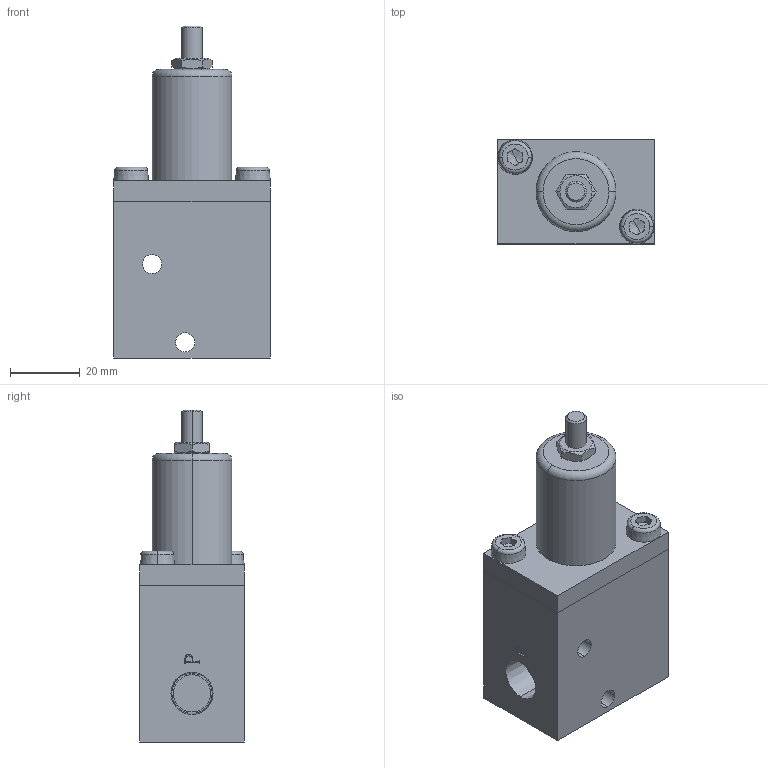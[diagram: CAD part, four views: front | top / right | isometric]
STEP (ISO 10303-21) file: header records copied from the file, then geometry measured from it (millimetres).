
FILE_DESCRIPTION (( 'STEP AP203' ), '1' );
FILE_NAME ('HSV-B.STEP', '2019-10-12T06:38:53', ( '微软用户' ), ( '微软中国' ), 'SwSTEP 2.0', 'SolidWorks 2012', '' );
FILE_SCHEMA (( 'CONFIG_CONTROL_DESIGN' ));
Length unit declared in the file: millimetre
Products named in the file (6): HSV-B; hex lobular socket head cap screws-4.8 gb_GB_HEXAGON_TYPE21 M6X14-14-N; hex thin nuts-grades ab-chamfered gb_GB_FASTENER_NUT_STNAB M6-N; HSV-B掛极; HSV-B掛极裔; HSV-A蹟挴裝
Assembly tree (6 placements, depth 2):
  HSV-B
    HSV-B掛极
    HSV-B掛极裔
    HSV-A蹟挴裝
    hex lobular socket head cap screws-4.8 gb_GB_HEXAGON_TYPE21 M6X14-14-N  x2
    hex thin nuts-grades ab-chamfered gb_GB_FASTENER_NUT_STNAB M6-N
Bounding box: 45 x 30 x 95.5 mm (x, y, z)
Volume: 78912.6 mm3; surface area: 21455.9 mm2
Topology: 6 solids, 6 shells, 155 faces, 364 edges, 229 vertices
Faces by surface type: plane 73, cylinder 32, cone 24, bspline 20, torus 6
Entity records: 5426 total; most frequent: CARTESIAN_POINT 1549, ORIENTED_EDGE 660, DIRECTION 648, EDGE_CURVE 330, AXIS2_PLACEMENT_3D 225, VERTEX_POINT 214, LINE 198, VECTOR 198
